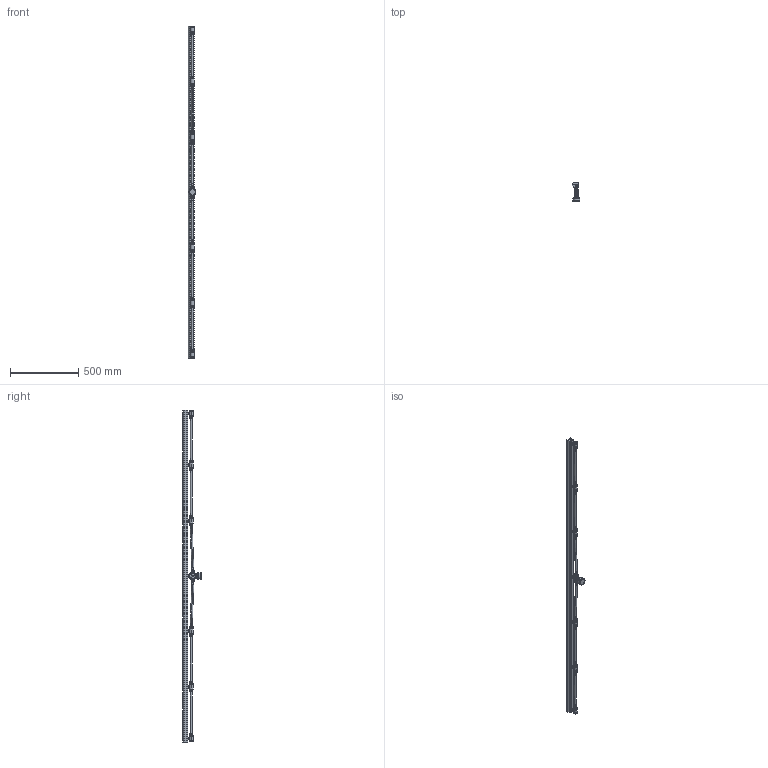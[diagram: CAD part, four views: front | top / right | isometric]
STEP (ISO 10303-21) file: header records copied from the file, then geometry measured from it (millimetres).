
FILE_DESCRIPTION(('STEP AP203'),'1');
FILE_NAME('110296pki.stp','2024-09-24T13:15:39',('TraceParts'),('TraceParts S.A.'),'Spatial InterOp 3D',' ',' ');
FILE_SCHEMA(('CONFIG_CONTROL_DESIGN'));
Length unit declared in the file: millimetre
Products named in the file (1): 1
Bounding box: 57.91 x 138.54 x 2438.4 mm (x, y, z)
Volume: 3989940.5 mm3; surface area: 889232.3 mm2
Topology: 84 solids, 84 shells, 2451 faces, 5812 edges, 3675 vertices
Faces by surface type: plane 770, cone 732, cylinder 731, torus 198, bspline 20
Entity records: 72964 total; most frequent: CARTESIAN_POINT 15536, DIRECTION 12932, ORIENTED_EDGE 11388, EDGE_CURVE 5694, AXIS2_PLACEMENT_3D 5447, VERTEX_POINT 3675, EDGE_LOOP 2981, CIRCLE 2908
